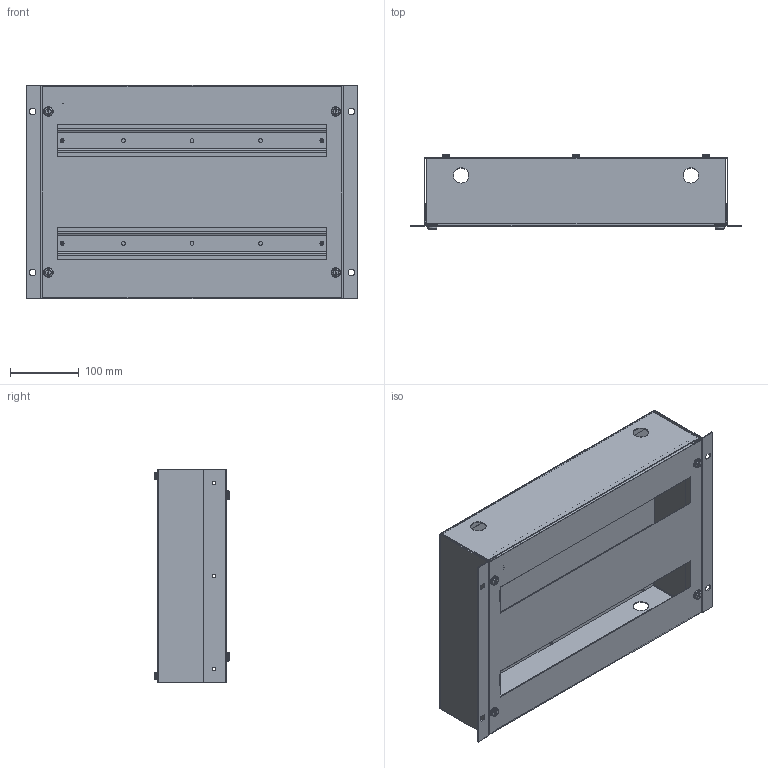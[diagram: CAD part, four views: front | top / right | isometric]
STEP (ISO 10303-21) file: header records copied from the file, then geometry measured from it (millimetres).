
FILE_DESCRIPTION(/* description */ ('This is a sample STEP configuration'),/* implementation_level */ '2;1');
FILE_NAME(/* name */ '19BOX-2_STEP.stp',/* time_stamp */ '2025-03-31T10:26:20+02:00',/* author */ ('powerJobs'),/* organization */ ('coolOrange'),/* preprocessor_version */ 'ST-DEVELOPER v20',/* originating_system */ 'Autodesk Inventor 2024',/* authorisation */ '');
FILE_SCHEMA (('AUTOMOTIVE_DESIGN { 1 0 10303 214 3 1 1 }'));
Length unit declared in the file: millimetre
Products named in the file (18): 19BOX-2; GH_19BOX-2; Winkel_19BOX_2; Blende_19BOX_2; Blende_19BOX_2_1; Erdungslasche; 19Zoll_M6x15; 19Zoll_M6x15_1; 19Zoll_Scheibe; OUT_19Box_2; M5x10 DIN7500; Einpressbolzen-M6x15; Hutschiene; Einpressbolzen-M5x10; Distanzschr_M5x40; Käfigmutter-M8; Käfig-M6; K-M6
Assembly tree (38 placements, depth 4):
  19BOX-2
    GH_19BOX-2
    Winkel_19BOX_2  x2
    Blende_19BOX_2
      Blende_19BOX_2_1
      Erdungslasche
      19Zoll_M6x15  x4
        19Zoll_M6x15_1
        19Zoll_Scheibe
    OUT_19Box_2  x2
    M5x10 DIN7500  x6
    Einpressbolzen-M6x15  x2
    Hutschiene  x2
    Distanzschr_M5x40  x4
    Einpressbolzen-M5x10  x4
    Käfigmutter-M8  x4
      Käfig-M6
      K-M6
Bounding box: 483.5 x 109.25 x 311.15 mm (x, y, z)
Volume: 641274.7 mm3; surface area: 1018200.1 mm2
Topology: 45 solids, 45 shells, 926 faces, 2320 edges, 1524 vertices
Faces by surface type: plane 610, cylinder 254, torus 34, cone 28
Full cylindrical faces by diameter (mm): 1.2 x1, 1.5 x1, 4.2 x6, 4.917 x4, 5 x24, 5.2 x20, 5.8 x10, 6 x10, 6.2 x4, 7 x4, 10 x6, 11.7 x4, 12 x4, 22.5 x4
Entity records: 10710 total; most frequent: CARTESIAN_POINT 1794, DIRECTION 1768, ORIENTED_EDGE 1628, EDGE_CURVE 814, AXIS2_PLACEMENT_3D 591, LINE 586, VECTOR 586, VERTEX_POINT 537
